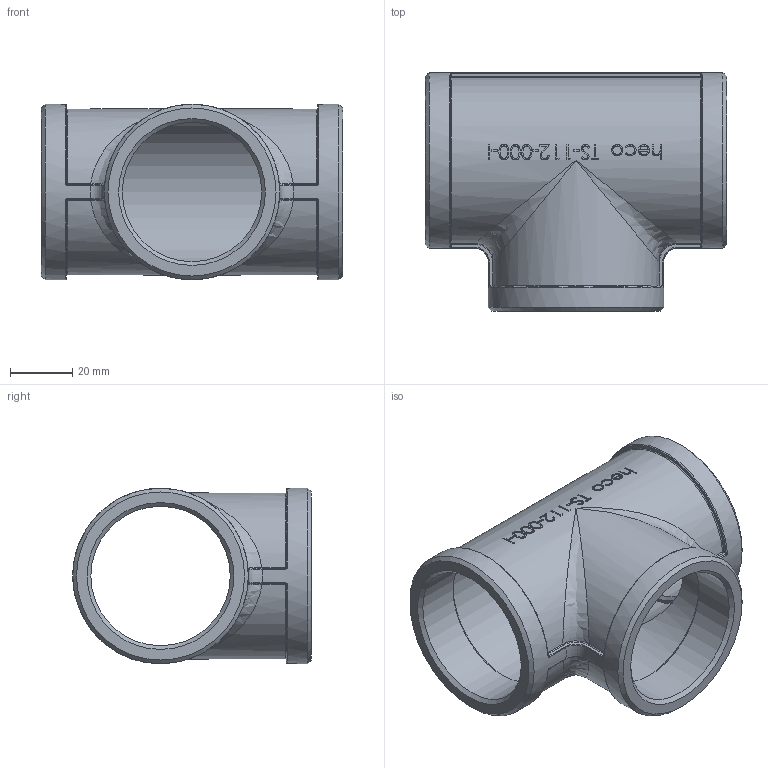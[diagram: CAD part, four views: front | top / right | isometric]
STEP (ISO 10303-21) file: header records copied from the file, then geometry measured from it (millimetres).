
FILE_DESCRIPTION (( 'STEP AP214' ), '1' );
FILE_NAME ('heco_TS-112-000-I.STEP', '2015-10-29T12:31:02', ( 'test' ), ( '' ), 'SwSTEP 2.0', 'SolidWorks 2011', '' );
FILE_SCHEMA (( 'AUTOMOTIVE_DESIGN' ));
Length unit declared in the file: millimetre
Products named in the file (1): heco_TS-112-000-I
Bounding box: 97 x 76.75 x 56.5 mm (x, y, z)
Volume: 63898.8 mm3; surface area: 39414.4 mm2
Topology: 1 solids, 1 shells, 293 faces, 723 edges, 439 vertices
Faces by surface type: bspline 124, plane 66, cylinder 64, torus 18, sphere 12, cone 9
Full cylindrical faces by diameter (mm): 44.845 x3, 48.7 x2, 56.5 x2
Entity records: 27613 total; most frequent: CARTESIAN_POINT 20386, ORIENTED_EDGE 1366, DIRECTION 786, EDGE_CURVE 683, VERTEX_POINT 433, B_SPLINE_CURVE_WITH_KNOTS 380, EDGE_LOOP 338, AXIS2_PLACEMENT_3D 315
